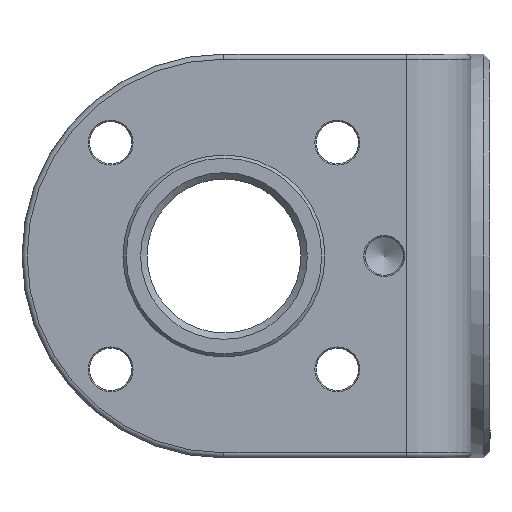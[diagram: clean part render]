
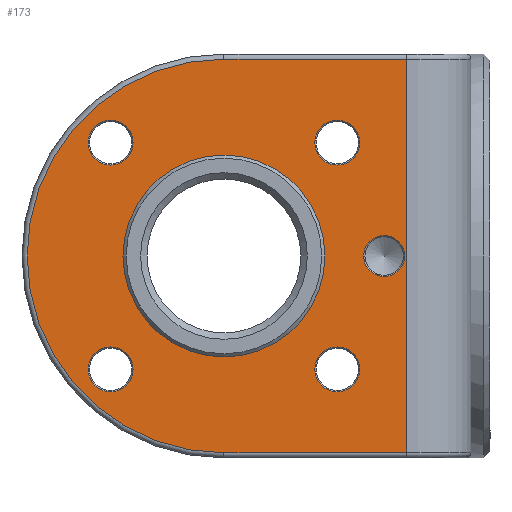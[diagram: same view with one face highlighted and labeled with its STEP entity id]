
A CAD part, front view. The second image highlights one B-rep face of the part: STEP entity #173.
In plain terms, the highlighted planar face has unit normal (0, -1, 0).
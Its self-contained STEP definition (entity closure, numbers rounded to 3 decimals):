
#2 = CARTESIAN_POINT ( 'NONE',  ( 0., 3., 0. ) ) ;
#173 = ADVANCED_FACE ( 'NONE', ( #8056, #5311, #10727, #847, #1425, #7935, #4607 ), #11654, .F. ) ;
#305 = EDGE_CURVE ( 'NONE', #5728, #5728, #5825, .T. ) ;
#307 = CARTESIAN_POINT ( 'NONE',  ( -17.678, 3., 17.678 ) ) ;
#355 = AXIS2_PLACEMENT_3D ( 'NONE', #307, #5115, #6885 ) ;
#408 = EDGE_CURVE ( 'NONE', #8711, #8711, #11466, .T. ) ;
#424 = VERTEX_POINT ( 'NONE', #1261 ) ;
#475 = LINE ( 'NONE', #6870, #10041 ) ;
#562 = ORIENTED_EDGE ( 'NONE', *, *, #9359, .T. ) ;
#847 = FACE_BOUND ( 'NONE', #4076, .T. ) ;
#1067 = EDGE_CURVE ( 'NONE', #1171, #1171, #6150, .T. ) ;
#1076 = DIRECTION ( 'NONE',  ( 0., 0., 1. ) ) ;
#1171 = VERTEX_POINT ( 'NONE', #9505 ) ;
#1187 = CARTESIAN_POINT ( 'NONE',  ( 0., 3., 30.7 ) ) ;
#1261 = CARTESIAN_POINT ( 'NONE',  ( 25., 3., 3.2 ) ) ;
#1262 = DIRECTION ( 'NONE',  ( 0., -1., 0. ) ) ;
#1292 = CARTESIAN_POINT ( 'NONE',  ( 0., 3., 15.75 ) ) ;
#1367 = CARTESIAN_POINT ( 'NONE',  ( 28.5, 3., -30.7 ) ) ;
#1425 = FACE_BOUND ( 'NONE', #10083, .T. ) ;
#1892 = CARTESIAN_POINT ( 'NONE',  ( 25., 3., 0. ) ) ;
#1929 = EDGE_LOOP ( 'NONE', ( #7207 ) ) ;
#1971 = EDGE_CURVE ( 'NONE', #2075, #2075, #11613, .T. ) ;
#2075 = VERTEX_POINT ( 'NONE', #6716 ) ;
#2340 = CIRCLE ( 'NONE', #4872, 30.7 ) ;
#2486 = EDGE_CURVE ( 'NONE', #3380, #6631, #9748, .T. ) ;
#2692 = DIRECTION ( 'NONE',  ( 1., 0., 0. ) ) ;
#2781 = ORIENTED_EDGE ( 'NONE', *, *, #305, .T. ) ;
#2833 = EDGE_CURVE ( 'NONE', #6631, #4034, #475, .T. ) ;
#2930 = CARTESIAN_POINT ( 'NONE',  ( 17.678, 3., -14.178 ) ) ;
#3027 = CARTESIAN_POINT ( 'NONE',  ( 17.678, 3., -17.678 ) ) ;
#3273 = CARTESIAN_POINT ( 'NONE',  ( 0., 3., 0. ) ) ;
#3380 = VERTEX_POINT ( 'NONE', #1367 ) ;
#3531 = EDGE_LOOP ( 'NONE', ( #10767 ) ) ;
#3557 = ORIENTED_EDGE ( 'NONE', *, *, #2486, .T. ) ;
#3632 = VECTOR ( 'NONE', #2692, 1000. ) ;
#3866 = AXIS2_PLACEMENT_3D ( 'NONE', #10264, #4677, #7595 ) ;
#3868 = CARTESIAN_POINT ( 'NONE',  ( -17.678, 3., 21.178 ) ) ;
#3875 = ORIENTED_EDGE ( 'NONE', *, *, #2833, .T. ) ;
#4034 = VERTEX_POINT ( 'NONE', #1187 ) ;
#4076 = EDGE_LOOP ( 'NONE', ( #4161 ) ) ;
#4161 = ORIENTED_EDGE ( 'NONE', *, *, #9224, .T. ) ;
#4275 = AXIS2_PLACEMENT_3D ( 'NONE', #1892, #5422, #7371 ) ;
#4548 = DIRECTION ( 'NONE',  ( 0., 1., 0. ) ) ;
#4607 = FACE_OUTER_BOUND ( 'NONE', #7593, .T. ) ;
#4677 = DIRECTION ( 'NONE',  ( 0., 1., 0. ) ) ;
#4872 = AXIS2_PLACEMENT_3D ( 'NONE', #3273, #1262, #4977 ) ;
#4977 = DIRECTION ( 'NONE',  ( 0., 0., 1. ) ) ;
#5085 = ORIENTED_EDGE ( 'NONE', *, *, #11928, .T. ) ;
#5115 = DIRECTION ( 'NONE',  ( 0., 1., 0. ) ) ;
#5310 = ORIENTED_EDGE ( 'NONE', *, *, #1067, .T. ) ;
#5311 = FACE_BOUND ( 'NONE', #5800, .T. ) ;
#5422 = DIRECTION ( 'NONE',  ( 0., 1., 0. ) ) ;
#5588 = CIRCLE ( 'NONE', #355, 3.5 ) ;
#5697 = CARTESIAN_POINT ( 'NONE',  ( -17.678, 3., -17.678 ) ) ;
#5728 = VERTEX_POINT ( 'NONE', #2930 ) ;
#5767 = DIRECTION ( 'NONE',  ( 0., 1., 0. ) ) ;
#5800 = EDGE_LOOP ( 'NONE', ( #2781 ) ) ;
#5825 = CIRCLE ( 'NONE', #9898, 3.5 ) ;
#6150 = CIRCLE ( 'NONE', #10807, 3.5 ) ;
#6311 = CARTESIAN_POINT ( 'NONE',  ( 0., 3., -30.7 ) ) ;
#6371 = EDGE_LOOP ( 'NONE', ( #5085 ) ) ;
#6631 = VERTEX_POINT ( 'NONE', #7468 ) ;
#6716 = CARTESIAN_POINT ( 'NONE',  ( 17.678, 3., 21.178 ) ) ;
#6723 = EDGE_CURVE ( 'NONE', #4034, #8283, #2340, .T. ) ;
#6870 = CARTESIAN_POINT ( 'NONE',  ( 0., 3., 30.7 ) ) ;
#6885 = DIRECTION ( 'NONE',  ( 0., 0., 1. ) ) ;
#7207 = ORIENTED_EDGE ( 'NONE', *, *, #1971, .T. ) ;
#7323 = LINE ( 'NONE', #11035, #3632 ) ;
#7327 = VECTOR ( 'NONE', #11640, 1000. ) ;
#7371 = DIRECTION ( 'NONE',  ( 0., 0., 1. ) ) ;
#7438 = CARTESIAN_POINT ( 'NONE',  ( 17.678, 3., 17.678 ) ) ;
#7468 = CARTESIAN_POINT ( 'NONE',  ( 28.5, 3., 30.7 ) ) ;
#7593 = EDGE_LOOP ( 'NONE', ( #3557, #3875, #9679, #562 ) ) ;
#7595 = DIRECTION ( 'NONE',  ( 0., 0., 1. ) ) ;
#7935 = FACE_BOUND ( 'NONE', #3531, .T. ) ;
#8056 = FACE_BOUND ( 'NONE', #1929, .T. ) ;
#8283 = VERTEX_POINT ( 'NONE', #6311 ) ;
#8407 = DIRECTION ( 'NONE',  ( 0., 1., 0. ) ) ;
#8465 = DIRECTION ( 'NONE',  ( 0., 0., 1. ) ) ;
#8502 = DIRECTION ( 'NONE',  ( 0., 0., 1. ) ) ;
#8711 = VERTEX_POINT ( 'NONE', #1292 ) ;
#8768 = CARTESIAN_POINT ( 'NONE',  ( 28.5, 3., 0. ) ) ;
#9224 = EDGE_CURVE ( 'NONE', #11121, #11121, #5588, .T. ) ;
#9359 = EDGE_CURVE ( 'NONE', #8283, #3380, #7323, .T. ) ;
#9404 = DIRECTION ( 'NONE',  ( 0., 1., 0. ) ) ;
#9505 = CARTESIAN_POINT ( 'NONE',  ( -17.678, 3., -14.178 ) ) ;
#9513 = AXIS2_PLACEMENT_3D ( 'NONE', #2, #4548, #9763 ) ;
#9517 = CIRCLE ( 'NONE', #4275, 3.2 ) ;
#9679 = ORIENTED_EDGE ( 'NONE', *, *, #6723, .T. ) ;
#9748 = LINE ( 'NONE', #8768, #7327 ) ;
#9763 = DIRECTION ( 'NONE',  ( 0., 0., 1. ) ) ;
#9898 = AXIS2_PLACEMENT_3D ( 'NONE', #3027, #5767, #8502 ) ;
#10041 = VECTOR ( 'NONE', #10561, 1000. ) ;
#10083 = EDGE_LOOP ( 'NONE', ( #5310 ) ) ;
#10264 = CARTESIAN_POINT ( 'NONE',  ( 0., 3., 0. ) ) ;
#10561 = DIRECTION ( 'NONE',  ( -1., 0., 0. ) ) ;
#10727 = FACE_BOUND ( 'NONE', #6371, .T. ) ;
#10767 = ORIENTED_EDGE ( 'NONE', *, *, #408, .T. ) ;
#10807 = AXIS2_PLACEMENT_3D ( 'NONE', #5697, #9404, #1076 ) ;
#11035 = CARTESIAN_POINT ( 'NONE',  ( 0., 3., -30.7 ) ) ;
#11121 = VERTEX_POINT ( 'NONE', #3868 ) ;
#11406 = AXIS2_PLACEMENT_3D ( 'NONE', #7438, #8407, #8465 ) ;
#11466 = CIRCLE ( 'NONE', #3866, 15.75 ) ;
#11613 = CIRCLE ( 'NONE', #11406, 3.5 ) ;
#11640 = DIRECTION ( 'NONE',  ( 0., 0., 1. ) ) ;
#11654 = PLANE ( 'NONE',  #9513 ) ;
#11928 = EDGE_CURVE ( 'NONE', #424, #424, #9517, .T. ) ;
